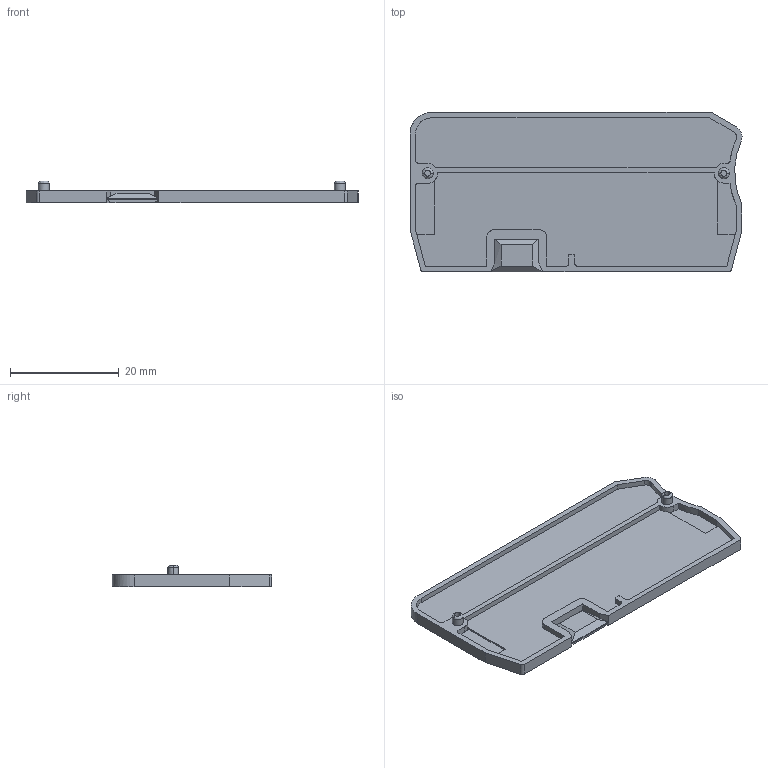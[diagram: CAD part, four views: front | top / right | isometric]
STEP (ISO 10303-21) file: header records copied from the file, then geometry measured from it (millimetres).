
FILE_DESCRIPTION (( 'STEP AP214' ), '1' );
FILE_NAME ('P6-25-3.STEP', '2024-04-15T00:32:27', ( 'Windows User' ), ( 'P R C' ), 'SwSTEP 2.0', 'SolidWorks 2018', '' );
FILE_SCHEMA (( 'AUTOMOTIVE_DESIGN' ));
Length unit declared in the file: millimetre
Products named in the file (1): P6-25-3
Bounding box: 61.09 x 29.3 x 4 mm (x, y, z)
Volume: 2296.8 mm3; surface area: 4273.6 mm2
Topology: 1 solids, 1 shells, 110 faces, 291 edges, 188 vertices
Faces by surface type: plane 67, cylinder 37, bspline 6
Entity records: 3819 total; most frequent: CARTESIAN_POINT 1185, ORIENTED_EDGE 582, DIRECTION 466, EDGE_CURVE 291, LINE 198, VECTOR 198, VERTEX_POINT 188, AXIS2_PLACEMENT_3D 134
